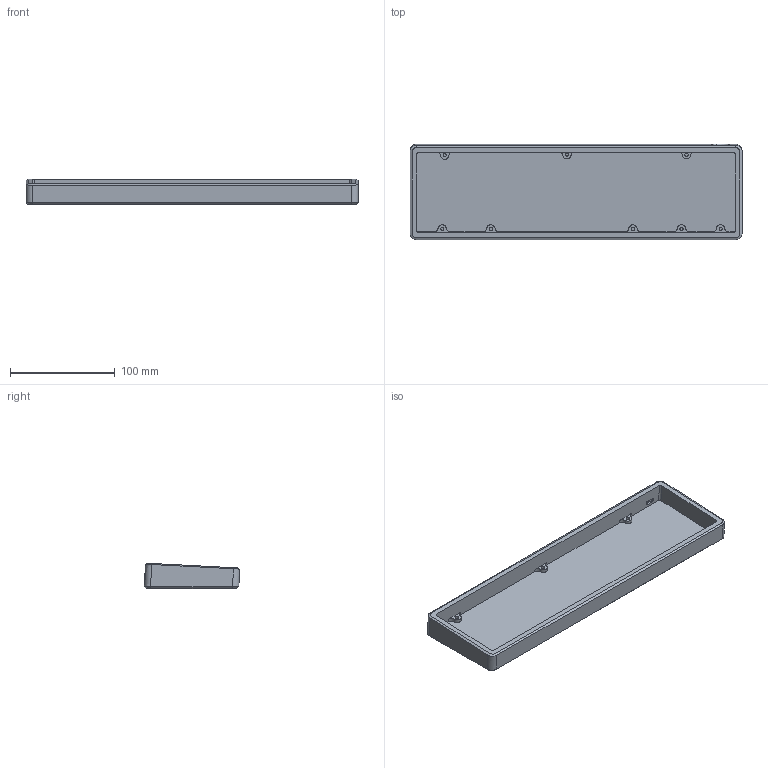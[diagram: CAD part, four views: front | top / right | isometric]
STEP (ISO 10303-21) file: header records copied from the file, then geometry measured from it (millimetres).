
FILE_DESCRIPTION(/* description */ (''),/* implementation_level */ '2;1');
FILE_NAME(/* name */ 'new_soroka v11.step',/* time_stamp */ '2023-12-31T21:19:21+06:00',/* author */ (''),/* organization */ (''),/* preprocessor_version */ 'ST-DEVELOPER v20',/* originating_system */ 'Autodesk Translation Framework v12.14.0.127',/* authorisation */ '');
FILE_SCHEMA (('AUTOMOTIVE_DESIGN { 1 0 10303 214 3 1 1 }'));
Length unit declared in the file: millimetre
Products named in the file (1): new_soroka
Bounding box: 317.2 x 91.2 x 24.4 mm (x, y, z)
Volume: 209189.3 mm3; surface area: 87868.4 mm2
Topology: 1 solids, 1 shells, 220 faces, 583 edges, 383 vertices
Faces by surface type: bspline 94, plane 72, cylinder 49, cone 5
Full cylindrical faces by diameter (mm): 3.1 x8, 8 x4, 15 x1
Entity records: 7126 total; most frequent: CARTESIAN_POINT 2177, ORIENTED_EDGE 1166, DIRECTION 748, EDGE_CURVE 583, VERTEX_POINT 383, LINE 296, VECTOR 296, EDGE_LOOP 240
